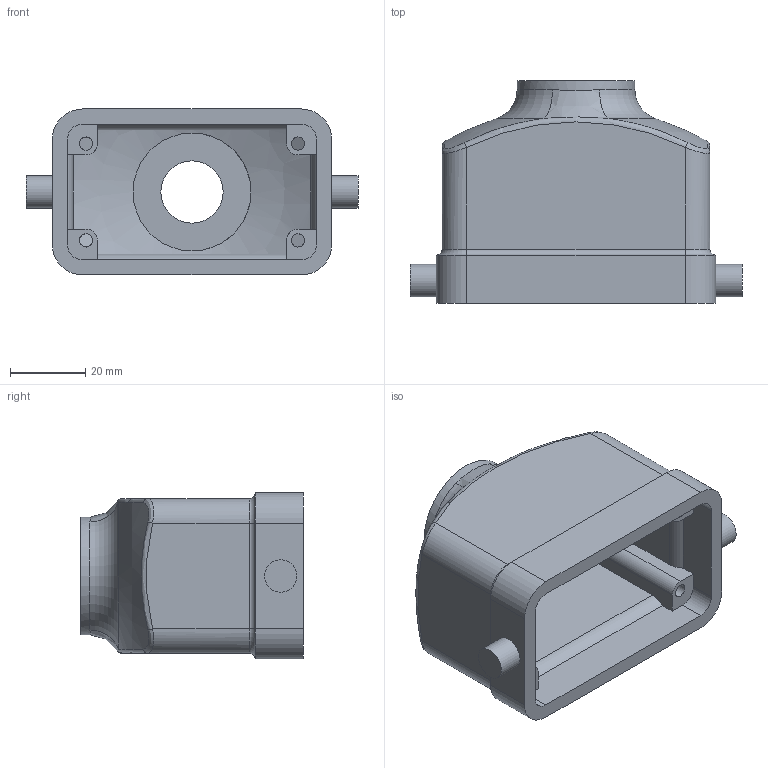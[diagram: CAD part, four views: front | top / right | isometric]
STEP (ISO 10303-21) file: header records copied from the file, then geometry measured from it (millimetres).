
FILE_DESCRIPTION (( 'STEP AP214' ), '1' );
FILE_NAME ('ZP-MC10B-2-STE16M.STEP', '2011-11-21T14:32:52', ( '.adc' ), ( '' ), 'SwSTEP 2.0', 'SolidWorks 2011', '' );
FILE_SCHEMA (( 'AUTOMOTIVE_DESIGN' ));
Length unit declared in the file: millimetre
Products named in the file (1): ZP-MC10B-2-STE16M
Bounding box: 88 x 59 x 44 mm (x, y, z)
Volume: 57652.3 mm3; surface area: 29162.7 mm2
Topology: 2 solids, 2 shells, 99 faces, 239 edges, 151 vertices
Faces by surface type: plane 37, cylinder 35, torus 10, bspline 10, sphere 7
Full cylindrical faces by diameter (mm): 3.5 x4, 8.6 x2, 16.5 x1, 21 x1, 31.25 x2
Entity records: 5542 total; most frequent: CARTESIAN_POINT 2232, DIRECTION 463, ORIENTED_EDGE 438, EDGE_CURVE 219, AXIS2_PLACEMENT_3D 183, VERTEX_POINT 142, EDGE_LOOP 119, FACE_OUTER_BOUND 109
